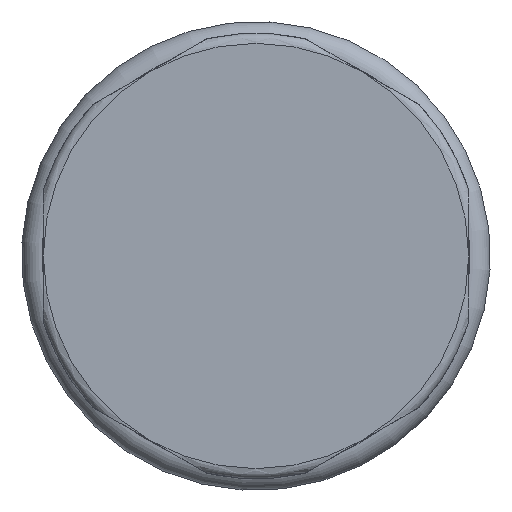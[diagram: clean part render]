
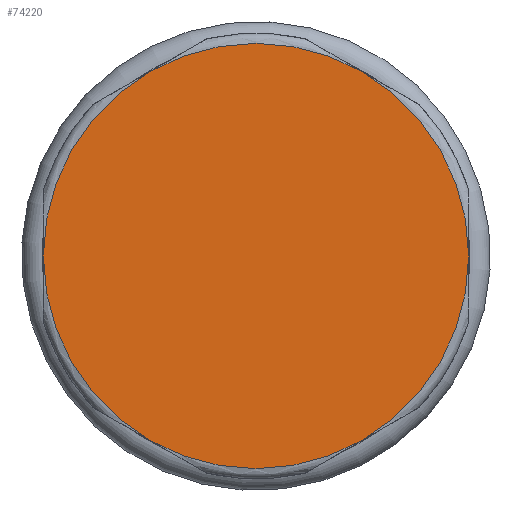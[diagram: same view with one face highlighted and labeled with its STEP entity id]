
A CAD part, left-side view. The second image highlights one B-rep face of the part: STEP entity #74220.
In plain terms, the highlighted planar face has unit normal (-1, 0, 0).
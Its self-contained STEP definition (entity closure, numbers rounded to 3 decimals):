
#73256=CARTESIAN_POINT('',(0.,5.25,-9.093));
#73257=VERTEX_POINT('',#73256);
#73356=CARTESIAN_POINT('',(0.,-5.25,-9.093));
#73357=VERTEX_POINT('',#73356);
#73456=CARTESIAN_POINT('',(0.,-10.5,0.));
#73457=VERTEX_POINT('',#73456);
#73556=CARTESIAN_POINT('',(0.,-5.25,9.093));
#73557=VERTEX_POINT('',#73556);
#73656=CARTESIAN_POINT('',(0.,5.25,9.093));
#73657=VERTEX_POINT('',#73656);
#73737=CARTESIAN_POINT('',(0.,10.5,0.0));
#73738=VERTEX_POINT('',#73737);
#73756=CARTESIAN_POINT('',(0.,0.0,0.0));
#73757=DIRECTION('',(1.0,0.0,0.0));
#73758=DIRECTION('',(0.0,-1.0,0.0));
#73759=AXIS2_PLACEMENT_3D('',#73756,#73757,#73758);
#73760=CIRCLE('',#73759,10.5);
#73761=EDGE_CURVE('',#73738,#73657,#73760,.T.);
#73780=CARTESIAN_POINT('',(0.,0.0,0.0));
#73781=DIRECTION('',(1.0,0.0,0.0));
#73782=DIRECTION('',(0.0,-1.0,0.0));
#73783=AXIS2_PLACEMENT_3D('',#73780,#73781,#73782);
#73784=CIRCLE('',#73783,10.5);
#73785=EDGE_CURVE('',#73657,#73557,#73784,.T.);
#73804=CARTESIAN_POINT('',(0.,0.0,0.0));
#73805=DIRECTION('',(1.0,0.0,0.0));
#73806=DIRECTION('',(0.0,-1.0,0.0));
#73807=AXIS2_PLACEMENT_3D('',#73804,#73805,#73806);
#73808=CIRCLE('',#73807,10.5);
#73809=EDGE_CURVE('',#73557,#73457,#73808,.T.);
#73828=CARTESIAN_POINT('',(0.,0.0,0.0));
#73829=DIRECTION('',(1.0,0.0,0.0));
#73830=DIRECTION('',(0.0,-1.0,0.0));
#73831=AXIS2_PLACEMENT_3D('',#73828,#73829,#73830);
#73832=CIRCLE('',#73831,10.5);
#73833=EDGE_CURVE('',#73457,#73357,#73832,.T.);
#73852=CARTESIAN_POINT('',(0.,0.0,0.0));
#73853=DIRECTION('',(1.0,0.0,0.0));
#73854=DIRECTION('',(0.0,-1.0,0.0));
#73855=AXIS2_PLACEMENT_3D('',#73852,#73853,#73854);
#73856=CIRCLE('',#73855,10.5);
#73857=EDGE_CURVE('',#73357,#73257,#73856,.T.);
#73868=CARTESIAN_POINT('',(0.,0.0,0.0));
#73869=DIRECTION('',(1.0,0.0,0.0));
#73870=DIRECTION('',(0.0,-1.0,0.0));
#73871=AXIS2_PLACEMENT_3D('',#73868,#73869,#73870);
#73872=CIRCLE('',#73871,10.5);
#73873=EDGE_CURVE('',#73257,#73738,#73872,.T.);
#74207=CARTESIAN_POINT('',(0.,8.975,0.0));
#74208=DIRECTION('',(-1.0,0.0,0.0));
#74209=DIRECTION('',(0.0,0.0,1.0));
#74210=AXIS2_PLACEMENT_3D('',#74207,#74208,#74209);
#74211=PLANE('',#74210);
#74212=ORIENTED_EDGE('',*,*,#73761,.F.);
#74213=ORIENTED_EDGE('',*,*,#73873,.F.);
#74214=ORIENTED_EDGE('',*,*,#73857,.F.);
#74215=ORIENTED_EDGE('',*,*,#73833,.F.);
#74216=ORIENTED_EDGE('',*,*,#73809,.F.);
#74217=ORIENTED_EDGE('',*,*,#73785,.F.);
#74218=EDGE_LOOP('',(#74212,#74213,#74214,#74215,#74216,#74217));
#74219=FACE_OUTER_BOUND('',#74218,.T.);
#74220=ADVANCED_FACE('',(#74219),#74211,.T.);
